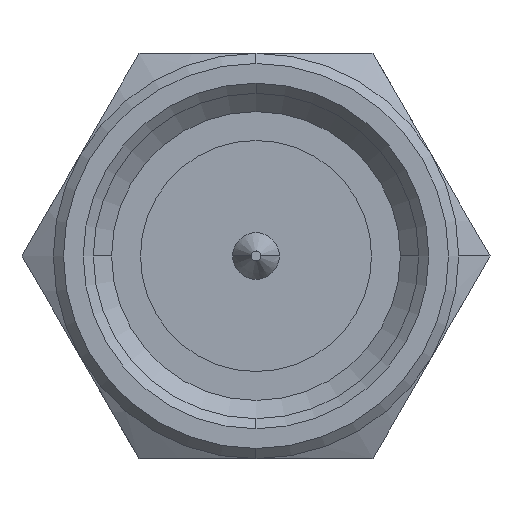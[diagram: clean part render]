
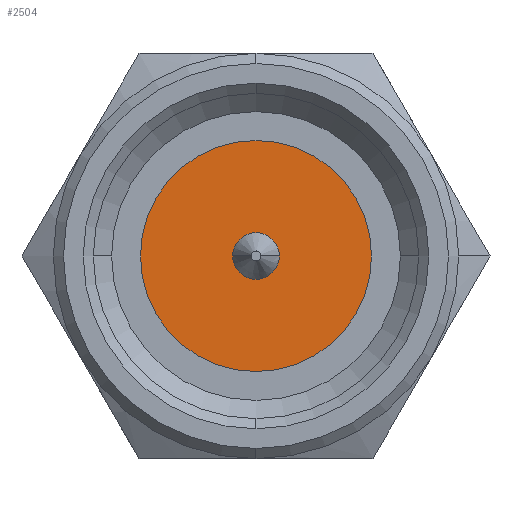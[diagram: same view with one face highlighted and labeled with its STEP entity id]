
A CAD part, left-side view. The second image highlights one B-rep face of the part: STEP entity #2504.
In plain terms, the highlighted planar face has unit normal (-1, 0, 0).
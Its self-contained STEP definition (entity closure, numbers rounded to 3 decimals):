
#85 = EDGE_CURVE ( 'NONE', #1657, #2574, #2226, .T. ) ;
#131 = ORIENTED_EDGE ( 'NONE', *, *, #85, .T. ) ;
#164 = DIRECTION ( 'NONE',  ( -1., 0., 0. ) ) ;
#366 = EDGE_LOOP ( 'NONE', ( #1532, #131 ) ) ;
#639 = CARTESIAN_POINT ( 'NONE',  ( 3.15, 0., 0. ) ) ;
#748 = AXIS2_PLACEMENT_3D ( 'NONE', #3177, #2386, #875 ) ;
#821 = CARTESIAN_POINT ( 'NONE',  ( 3.15, 2.28, 0. ) ) ;
#875 = DIRECTION ( 'NONE',  ( 0., 0., 1. ) ) ;
#1008 = CIRCLE ( 'NONE', #2560, 0.46 ) ;
#1247 = CARTESIAN_POINT ( 'NONE',  ( 3.15, -0.46, 0. ) ) ;
#1357 = PLANE ( 'NONE',  #748 ) ;
#1448 = VERTEX_POINT ( 'NONE', #1247 ) ;
#1532 = ORIENTED_EDGE ( 'NONE', *, *, #1869, .T. ) ;
#1574 = DIRECTION ( 'NONE',  ( -1., 0., 0. ) ) ;
#1626 = ORIENTED_EDGE ( 'NONE', *, *, #1992, .F. ) ;
#1657 = VERTEX_POINT ( 'NONE', #3162 ) ;
#1663 = ORIENTED_EDGE ( 'NONE', *, *, #2261, .F. ) ;
#1786 = EDGE_LOOP ( 'NONE', ( #1663, #1626 ) ) ;
#1823 = VERTEX_POINT ( 'NONE', #2057 ) ;
#1869 = EDGE_CURVE ( 'NONE', #2574, #1657, #2555, .T. ) ;
#1886 = DIRECTION ( 'NONE',  ( 0., 1., 0. ) ) ;
#1964 = AXIS2_PLACEMENT_3D ( 'NONE', #2301, #3294, #2792 ) ;
#1992 = EDGE_CURVE ( 'NONE', #1448, #1823, #2455, .T. ) ;
#2057 = CARTESIAN_POINT ( 'NONE',  ( 3.15, 0.46, 0. ) ) ;
#2226 = CIRCLE ( 'NONE', #2274, 2.28 ) ;
#2261 = EDGE_CURVE ( 'NONE', #1823, #1448, #1008, .T. ) ;
#2274 = AXIS2_PLACEMENT_3D ( 'NONE', #2319, #1574, #2605 ) ;
#2301 = CARTESIAN_POINT ( 'NONE',  ( 3.15, 0., 0. ) ) ;
#2319 = CARTESIAN_POINT ( 'NONE',  ( 3.15, 0., 0. ) ) ;
#2350 = FACE_OUTER_BOUND ( 'NONE', #366, .T. ) ;
#2386 = DIRECTION ( 'NONE',  ( -1., 0., 0. ) ) ;
#2455 = CIRCLE ( 'NONE', #3258, 0.46 ) ;
#2504 = ADVANCED_FACE ( 'NONE', ( #2619, #2350 ), #1357, .T. ) ;
#2555 = CIRCLE ( 'NONE', #1964, 2.28 ) ;
#2560 = AXIS2_PLACEMENT_3D ( 'NONE', #2948, #164, #3217 ) ;
#2574 = VERTEX_POINT ( 'NONE', #821 ) ;
#2605 = DIRECTION ( 'NONE',  ( 0., 1., 0. ) ) ;
#2619 = FACE_BOUND ( 'NONE', #1786, .T. ) ;
#2648 = DIRECTION ( 'NONE',  ( -1., 0., 0. ) ) ;
#2792 = DIRECTION ( 'NONE',  ( 0., 1., 0. ) ) ;
#2948 = CARTESIAN_POINT ( 'NONE',  ( 3.15, 0., 0. ) ) ;
#3162 = CARTESIAN_POINT ( 'NONE',  ( 3.15, -2.28, 0. ) ) ;
#3177 = CARTESIAN_POINT ( 'NONE',  ( 3.15, 0., 0. ) ) ;
#3217 = DIRECTION ( 'NONE',  ( 0., 1., 0. ) ) ;
#3258 = AXIS2_PLACEMENT_3D ( 'NONE', #639, #2648, #1886 ) ;
#3294 = DIRECTION ( 'NONE',  ( -1., 0., 0. ) ) ;
